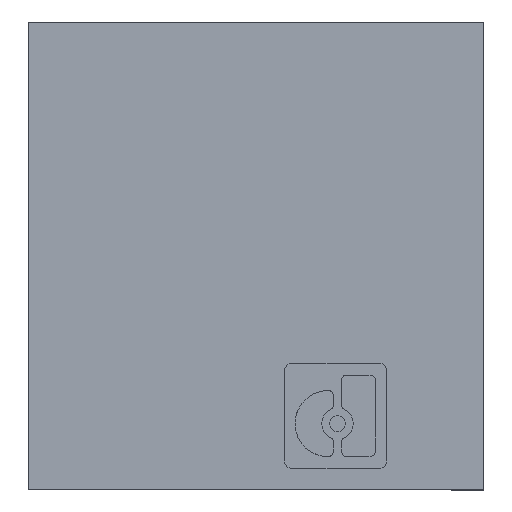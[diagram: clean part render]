
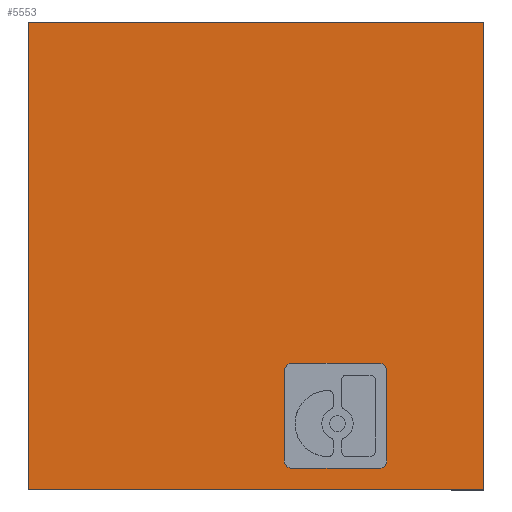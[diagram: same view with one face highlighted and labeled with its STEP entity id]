
A CAD part, top view. The second image highlights one B-rep face of the part: STEP entity #5553.
In plain terms, the highlighted planar face has unit normal (0, 0, 1).
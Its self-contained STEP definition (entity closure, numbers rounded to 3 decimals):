
#3965 = VERTEX_POINT('',#3966);
#3966 = CARTESIAN_POINT('',(9.15,-10.54,
    10.8));
#3972 = EDGE_CURVE('',#3973,#3965,#3975,.T.);
#3973 = VERTEX_POINT('',#3974);
#3974 = CARTESIAN_POINT('',(-2.15,-10.54,10.8));
#3975 = LINE('',#3976,#3977);
#3976 = CARTESIAN_POINT('',(-5.825,-10.54,10.8));
#3977 = VECTOR('',#3978,1.);
#3978 = DIRECTION('',(1.,0.,0.));
#5534 = VERTEX_POINT('',#5535);
#5535 = CARTESIAN_POINT('',(9.15,1.06,
    10.8));
#5541 = EDGE_CURVE('',#3965,#5534,#5542,.T.);
#5542 = LINE('',#5543,#5544);
#5543 = CARTESIAN_POINT('',(9.15,-19.457,
    10.8));
#5544 = VECTOR('',#5545,1.);
#5545 = DIRECTION('',(0.,1.,0.));
#5553 = ADVANCED_FACE('',(#5554,#5572),#5642,.T.);
#5554 = FACE_BOUND('',#5555,.T.);
#5555 = EDGE_LOOP('',(#5556,#5557,#5558,#5566));
#5556 = ORIENTED_EDGE('',*,*,#3972,.T.);
#5557 = ORIENTED_EDGE('',*,*,#5541,.T.);
#5558 = ORIENTED_EDGE('',*,*,#5559,.T.);
#5559 = EDGE_CURVE('',#5534,#5560,#5562,.T.);
#5560 = VERTEX_POINT('',#5561);
#5561 = CARTESIAN_POINT('',(-2.15,1.06,
    10.8));
#5562 = LINE('',#5563,#5564);
#5563 = CARTESIAN_POINT('',(53.675,1.06,
    10.8));
#5564 = VECTOR('',#5565,1.);
#5565 = DIRECTION('',(-1.,0.,0.));
#5566 = ORIENTED_EDGE('',*,*,#5567,.T.);
#5567 = EDGE_CURVE('',#5560,#3973,#5568,.T.);
#5568 = LINE('',#5569,#5570);
#5569 = CARTESIAN_POINT('',(-2.15,-19.457,
    10.8));
#5570 = VECTOR('',#5571,1.);
#5571 = DIRECTION('',(0.,-1.,0.));
#5572 = FACE_BOUND('',#5573,.T.);
#5573 = EDGE_LOOP('',(#5574,#5584,#5593,#5601,#5610,#5618,#5627,#5635));
#5574 = ORIENTED_EDGE('',*,*,#5575,.T.);
#5575 = EDGE_CURVE('',#5576,#5578,#5580,.T.);
#5576 = VERTEX_POINT('',#5577);
#5577 = CARTESIAN_POINT('',(6.568,-10.018,
    10.8));
#5578 = VERTEX_POINT('',#5579);
#5579 = CARTESIAN_POINT('',(4.384,-10.018,
    10.8));
#5580 = LINE('',#5581,#5582);
#5581 = CARTESIAN_POINT('',(-2.325,-10.018,
    10.8));
#5582 = VECTOR('',#5583,1.);
#5583 = DIRECTION('',(-1.,0.,0.));
#5584 = ORIENTED_EDGE('',*,*,#5585,.F.);
#5585 = EDGE_CURVE('',#5586,#5578,#5588,.T.);
#5586 = VERTEX_POINT('',#5587);
#5587 = CARTESIAN_POINT('',(4.204,-9.837,
    10.8));
#5588 = CIRCLE('',#5589,0.181);
#5589 = AXIS2_PLACEMENT_3D('',#5590,#5591,#5592);
#5590 = CARTESIAN_POINT('',(4.385,-9.837,
    10.8));
#5591 = DIRECTION('',(0.,0.,1.));
#5592 = DIRECTION('',(-1.,0.004,
    0.));
#5593 = ORIENTED_EDGE('',*,*,#5594,.T.);
#5594 = EDGE_CURVE('',#5586,#5595,#5597,.T.);
#5595 = VERTEX_POINT('',#5596);
#5596 = CARTESIAN_POINT('',(4.204,-7.599,
    10.8));
#5597 = LINE('',#5598,#5599);
#5598 = CARTESIAN_POINT('',(4.204,-19.457,
    10.8));
#5599 = VECTOR('',#5600,1.);
#5600 = DIRECTION('',(0.,1.,0.));
#5601 = ORIENTED_EDGE('',*,*,#5602,.F.);
#5602 = EDGE_CURVE('',#5603,#5595,#5605,.T.);
#5603 = VERTEX_POINT('',#5604);
#5604 = CARTESIAN_POINT('',(4.384,-7.418,
    10.8));
#5605 = CIRCLE('',#5606,0.181);
#5606 = AXIS2_PLACEMENT_3D('',#5607,#5608,#5609);
#5607 = CARTESIAN_POINT('',(4.385,-7.599,
    10.8));
#5608 = DIRECTION('',(0.,0.,1.));
#5609 = DIRECTION('',(-0.004,1.,
    0.));
#5610 = ORIENTED_EDGE('',*,*,#5611,.T.);
#5611 = EDGE_CURVE('',#5603,#5612,#5614,.T.);
#5612 = VERTEX_POINT('',#5613);
#5613 = CARTESIAN_POINT('',(6.568,-7.418,
    10.8));
#5614 = LINE('',#5615,#5616);
#5615 = CARTESIAN_POINT('',(-2.325,-7.418,
    10.8));
#5616 = VECTOR('',#5617,1.);
#5617 = DIRECTION('',(1.,0.,0.));
#5618 = ORIENTED_EDGE('',*,*,#5619,.F.);
#5619 = EDGE_CURVE('',#5620,#5612,#5622,.T.);
#5620 = VERTEX_POINT('',#5621);
#5621 = CARTESIAN_POINT('',(6.748,-7.599,
    10.8));
#5622 = CIRCLE('',#5623,0.181);
#5623 = AXIS2_PLACEMENT_3D('',#5624,#5625,#5626);
#5624 = CARTESIAN_POINT('',(6.567,-7.599,
    10.8));
#5625 = DIRECTION('',(0.,0.,1.));
#5626 = DIRECTION('',(1.,-0.004,
    0.));
#5627 = ORIENTED_EDGE('',*,*,#5628,.T.);
#5628 = EDGE_CURVE('',#5620,#5629,#5631,.T.);
#5629 = VERTEX_POINT('',#5630);
#5630 = CARTESIAN_POINT('',(6.748,-9.837,
    10.8));
#5631 = LINE('',#5632,#5633);
#5632 = CARTESIAN_POINT('',(6.748,-19.457,
    10.8));
#5633 = VECTOR('',#5634,1.);
#5634 = DIRECTION('',(0.,-1.,0.));
#5635 = ORIENTED_EDGE('',*,*,#5636,.F.);
#5636 = EDGE_CURVE('',#5576,#5629,#5637,.T.);
#5637 = CIRCLE('',#5638,0.181);
#5638 = AXIS2_PLACEMENT_3D('',#5639,#5640,#5641);
#5639 = CARTESIAN_POINT('',(6.567,-9.837,
    10.8));
#5640 = DIRECTION('',(0.,0.,1.));
#5641 = DIRECTION('',(0.004,-1.,
    0.));
#5642 = PLANE('',#5643);
#5643 = AXIS2_PLACEMENT_3D('',#5644,#5645,#5646);
#5644 = CARTESIAN_POINT('',(-61.75,-6.454,
    10.8));
#5645 = DIRECTION('',(0.,0.,1.));
#5646 = DIRECTION('',(0.,-1.,0.));
